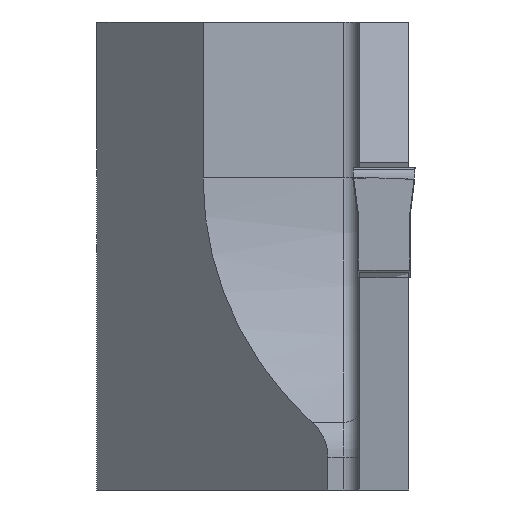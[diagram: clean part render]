
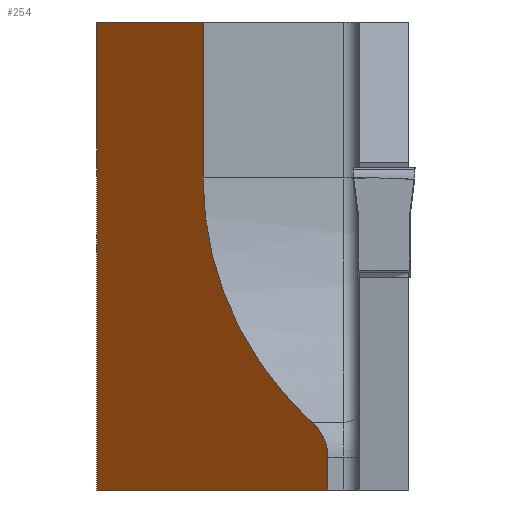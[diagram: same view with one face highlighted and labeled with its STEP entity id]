
A CAD part, left-side view. The second image highlights one B-rep face of the part: STEP entity #254.
In plain terms, the highlighted planar face has unit normal (-0.707, 0.707, 0).
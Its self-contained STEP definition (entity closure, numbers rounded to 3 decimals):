
#209=ELLIPSE('',#1074,4.243,3.);
#210=ELLIPSE('',#1077,29.698,21.);
#254=ADVANCED_FACE('',(#332),#293,.F.);
#293=PLANE('',#1091);
#332=FACE_OUTER_BOUND('',#378,.T.);
#378=EDGE_LOOP('',(#521,#522,#523,#524,#525,#526,#527));
#521=ORIENTED_EDGE('',*,*,#787,.F.);
#522=ORIENTED_EDGE('',*,*,#790,.F.);
#523=ORIENTED_EDGE('',*,*,#792,.F.);
#524=ORIENTED_EDGE('',*,*,#777,.F.);
#525=ORIENTED_EDGE('',*,*,#761,.F.);
#526=ORIENTED_EDGE('',*,*,#768,.F.);
#527=ORIENTED_EDGE('',*,*,#784,.F.);
#678=VERTEX_POINT('',#1408);
#679=VERTEX_POINT('',#1410);
#684=VERTEX_POINT('',#1423);
#690=VERTEX_POINT('',#1442);
#694=VERTEX_POINT('',#1455);
#696=VERTEX_POINT('',#1461);
#698=VERTEX_POINT('',#1467);
#761=EDGE_CURVE('',#678,#679,#883,.T.);
#768=EDGE_CURVE('',#684,#678,#889,.T.);
#777=EDGE_CURVE('',#679,#690,#897,.T.);
#784=EDGE_CURVE('',#694,#684,#903,.T.);
#787=EDGE_CURVE('',#696,#694,#209,.T.);
#790=EDGE_CURVE('',#698,#696,#210,.T.);
#792=EDGE_CURVE('',#690,#698,#907,.T.);
#883=LINE('',#1409,#978);
#889=LINE('',#1424,#984);
#897=LINE('',#1441,#992);
#903=LINE('',#1456,#998);
#907=LINE('',#1471,#1002);
#978=VECTOR('',#1155,1.);
#984=VECTOR('',#1167,1.);
#992=VECTOR('',#1183,1.);
#998=VECTOR('',#1197,1.);
#1002=VECTOR('',#1215,1.);
#1074=AXIS2_PLACEMENT_3D('',#1462,#1202,#1203);
#1077=AXIS2_PLACEMENT_3D('',#1468,#1209,#1210);
#1091=AXIS2_PLACEMENT_3D('',#1496,#1245,#1246);
#1155=DIRECTION('',(0.,0.,1.));
#1167=DIRECTION('',(0.707,0.707,0.));
#1183=DIRECTION('',(-0.707,-0.707,0.));
#1197=DIRECTION('',(0.,0.,-1.));
#1202=DIRECTION('',(0.707,-0.707,0.));
#1203=DIRECTION('',(-0.707,-0.707,0.));
#1209=DIRECTION('',(-0.707,0.707,0.));
#1210=DIRECTION('',(-0.707,-0.707,0.));
#1215=DIRECTION('',(0.,0.,-1.));
#1245=DIRECTION('',(0.707,-0.707,0.));
#1246=DIRECTION('',(0.707,0.707,0.));
#1408=CARTESIAN_POINT('',(27.8,20.,-20.));
#1409=CARTESIAN_POINT('',(27.8,20.,30.));
#1410=CARTESIAN_POINT('',(27.8,20.,10.));
#1423=CARTESIAN_POINT('',(13.,5.2,-20.));
#1424=CARTESIAN_POINT('',(27.8,20.,-20.));
#1441=CARTESIAN_POINT('',(27.8,20.,10.));
#1442=CARTESIAN_POINT('',(21.,13.2,10.));
#1455=CARTESIAN_POINT('',(13.,5.2,-17.889));
#1456=CARTESIAN_POINT('',(13.,5.2,30.));
#1461=CARTESIAN_POINT('',(14.,6.2,-15.652));
#1462=CARTESIAN_POINT('',(16.,8.2,-17.889));
#1467=CARTESIAN_POINT('',(21.,13.2,0.));
#1468=CARTESIAN_POINT('',(0.,-7.8,0.));
#1471=CARTESIAN_POINT('',(21.,13.2,30.));
#1496=CARTESIAN_POINT('',(27.8,20.,30.));
